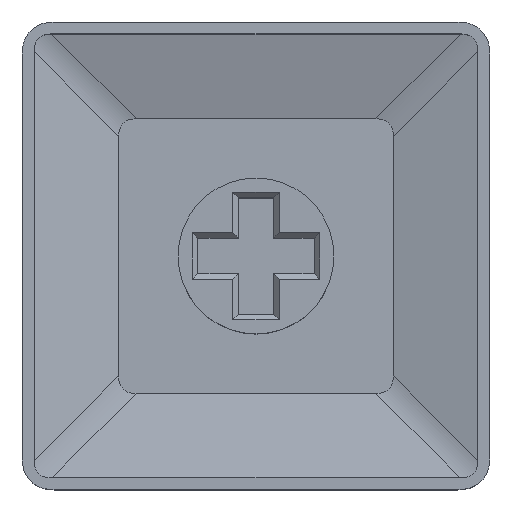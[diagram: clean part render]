
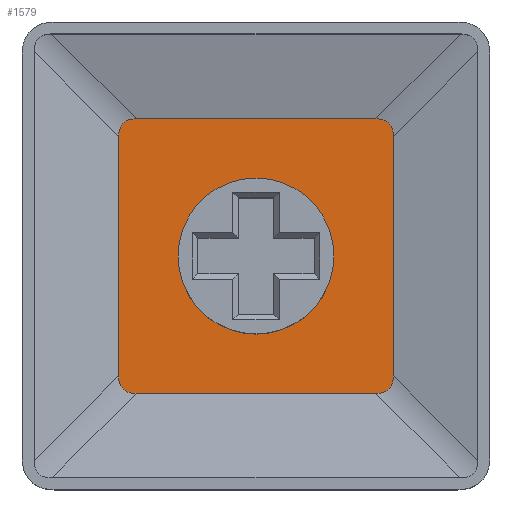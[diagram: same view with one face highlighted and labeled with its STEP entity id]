
A CAD part, top view. The second image highlights one B-rep face of the part: STEP entity #1579.
In plain terms, the highlighted planar face has unit normal (0, 0, 1).
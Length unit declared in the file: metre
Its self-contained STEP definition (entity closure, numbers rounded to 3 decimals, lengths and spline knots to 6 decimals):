
#22=ELLIPSE('',#1745,0.012892,0.0024);
#23=ELLIPSE('',#1746,0.012892,0.0024);
#24=ELLIPSE('',#1747,0.012892,0.0024);
#25=ELLIPSE('',#1748,0.012892,0.0024);
#126=LINE('',#2458,#302);
#127=LINE('',#2463,#303);
#128=LINE('',#2467,#304);
#129=LINE('',#2471,#305);
#302=VECTOR('',#1991,1.);
#303=VECTOR('',#1994,1.);
#304=VECTOR('',#1997,1.);
#305=VECTOR('',#2000,1.);
#439=PLANE('',#1744);
#620=ORIENTED_EDGE('',*,*,#1006,.F.);
#621=ORIENTED_EDGE('',*,*,#1007,.T.);
#622=ORIENTED_EDGE('',*,*,#1008,.F.);
#623=ORIENTED_EDGE('',*,*,#1009,.T.);
#624=ORIENTED_EDGE('',*,*,#1010,.T.);
#625=ORIENTED_EDGE('',*,*,#1011,.T.);
#626=ORIENTED_EDGE('',*,*,#1012,.T.);
#627=ORIENTED_EDGE('',*,*,#1013,.T.);
#628=ORIENTED_EDGE('',*,*,#1014,.F.);
#1006=EDGE_CURVE('',#1206,#1207,#126,.F.);
#1007=EDGE_CURVE('',#1206,#1208,#22,.T.);
#1008=EDGE_CURVE('',#1209,#1208,#127,.F.);
#1009=EDGE_CURVE('',#1209,#1210,#23,.T.);
#1010=EDGE_CURVE('',#1210,#1211,#128,.T.);
#1011=EDGE_CURVE('',#1211,#1212,#24,.T.);
#1012=EDGE_CURVE('',#1212,#1213,#129,.T.);
#1013=EDGE_CURVE('',#1213,#1207,#25,.T.);
#1014=EDGE_CURVE('',#1214,#1214,#1308,.T.);
#1206=VERTEX_POINT('',#2459);
#1207=VERTEX_POINT('',#2460);
#1208=VERTEX_POINT('',#2462);
#1209=VERTEX_POINT('',#2464);
#1210=VERTEX_POINT('',#2466);
#1211=VERTEX_POINT('',#2468);
#1212=VERTEX_POINT('',#2470);
#1213=VERTEX_POINT('',#2472);
#1214=VERTEX_POINT('',#2475);
#1308=CIRCLE('',#1749,0.00275);
#1352=EDGE_LOOP('',(#620,#621,#622,#623,#624,#625,#626,#627));
#1353=EDGE_LOOP('',(#628));
#1460=FACE_BOUND('',#1352,.T.);
#1461=FACE_BOUND('',#1353,.T.);
#1579=ADVANCED_FACE('',(#1460,#1461),#439,.T.);
#1744=AXIS2_PLACEMENT_3D('',#2457,#1989,#1990);
#1745=AXIS2_PLACEMENT_3D('',#2461,#1992,#1993);
#1746=AXIS2_PLACEMENT_3D('',#2465,#1995,#1996);
#1747=AXIS2_PLACEMENT_3D('',#2469,#1998,#1999);
#1748=AXIS2_PLACEMENT_3D('',#2473,#2001,#2002);
#1749=AXIS2_PLACEMENT_3D('',#2474,#2003,#2004);
#1989=DIRECTION('',(0.,0.,1.));
#1990=DIRECTION('',(1.,0.,0.));
#1991=DIRECTION('',(0.,-1.,0.));
#1992=DIRECTION('',(0.,0.,1.));
#1993=DIRECTION('',(0.707,0.707,0.));
#1994=DIRECTION('',(1.,0.,0.));
#1995=DIRECTION('',(0.,0.,1.));
#1996=DIRECTION('',(-0.707,0.707,0.));
#1997=DIRECTION('',(0.,1.,0.));
#1998=DIRECTION('',(0.,0.,1.));
#1999=DIRECTION('',(-0.707,-0.707,0.));
#2000=DIRECTION('',(-1.,0.,0.));
#2001=DIRECTION('',(0.,0.,1.));
#2002=DIRECTION('',(0.707,-0.707,0.));
#2003=DIRECTION('',(0.,0.,1.));
#2004=DIRECTION('',(1.,0.,0.));
#2457=CARTESIAN_POINT('',(0.,0.,0.0018));
#2458=CARTESIAN_POINT('',(-0.004844,0.,0.0018));
#2459=CARTESIAN_POINT('',(-0.004844,-0.004223,0.0018));
#2460=CARTESIAN_POINT('',(-0.004844,0.004223,0.0018));
#2461=CARTESIAN_POINT('',(0.004429,0.004429,0.0018));
#2462=CARTESIAN_POINT('',(-0.004223,-0.004844,0.0018));
#2463=CARTESIAN_POINT('',(0.,-0.004844,0.0018));
#2464=CARTESIAN_POINT('',(0.004223,-0.004844,0.0018));
#2465=CARTESIAN_POINT('',(-0.004429,0.004429,0.0018));
#2466=CARTESIAN_POINT('',(0.004844,-0.004223,0.0018));
#2467=CARTESIAN_POINT('',(0.004844,0.,0.0018));
#2468=CARTESIAN_POINT('',(0.004844,0.004223,0.0018));
#2469=CARTESIAN_POINT('',(-0.004429,-0.004429,0.0018));
#2470=CARTESIAN_POINT('',(0.004223,0.004844,0.0018));
#2471=CARTESIAN_POINT('',(0.,0.004844,0.0018));
#2472=CARTESIAN_POINT('',(-0.004223,0.004844,0.0018));
#2473=CARTESIAN_POINT('',(0.004429,-0.004429,0.0018));
#2474=CARTESIAN_POINT('',(0.,0.,0.0018));
#2475=CARTESIAN_POINT('',(0.00275,0.,0.0018));
